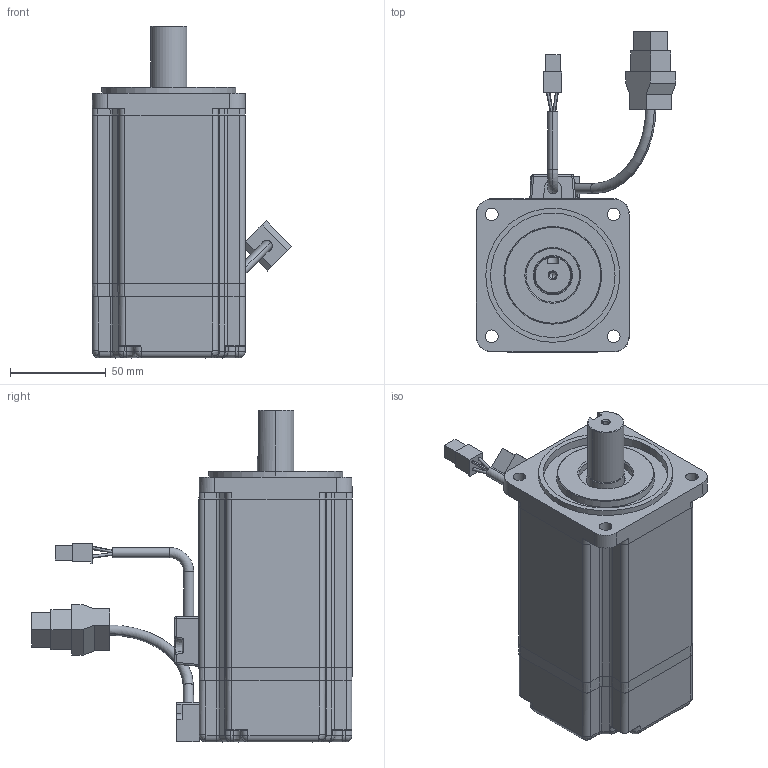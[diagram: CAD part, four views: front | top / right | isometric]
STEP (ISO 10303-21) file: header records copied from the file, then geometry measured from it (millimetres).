
FILE_DESCRIPTION((''),'2;1');
FILE_NAME('ECMA-CX0807ES','2015-03-24T',('MIO.CHEN'),(''),'PRO/ENGINEER BY PARAMETRIC TECHNOLOGY CORPORATION, 2010180','PRO/ENGINEER BY PARAMETRIC TECHNOLOGY CORPORATION, 2010180','');
FILE_SCHEMA(('AUTOMOTIVE_DESIGN_CC2 { 1 2 10303 214 -1 1 5 2 }'));
Length unit declared in the file: millimetre
Products named in the file (1): ECMA-CX0807ES
Bounding box: 104.24 x 167.27 x 173.3 mm (x, y, z)
Volume: 816716.7 mm3; surface area: 69501.1 mm2
Topology: 1 solids, 2 shells, 469 faces, 1211 edges, 757 vertices
Faces by surface type: plane 201, cylinder 182, cone 31, torus 24, sphere 20, bspline 11
Entity records: 15175 total; most frequent: CARTESIAN_POINT 3881, ORIENTED_EDGE 2418, DIRECTION 2250, EDGE_CURVE 1209, AXIS2_PLACEMENT_3D 795, VERTEX_POINT 757, VECTOR 660, LINE 660
